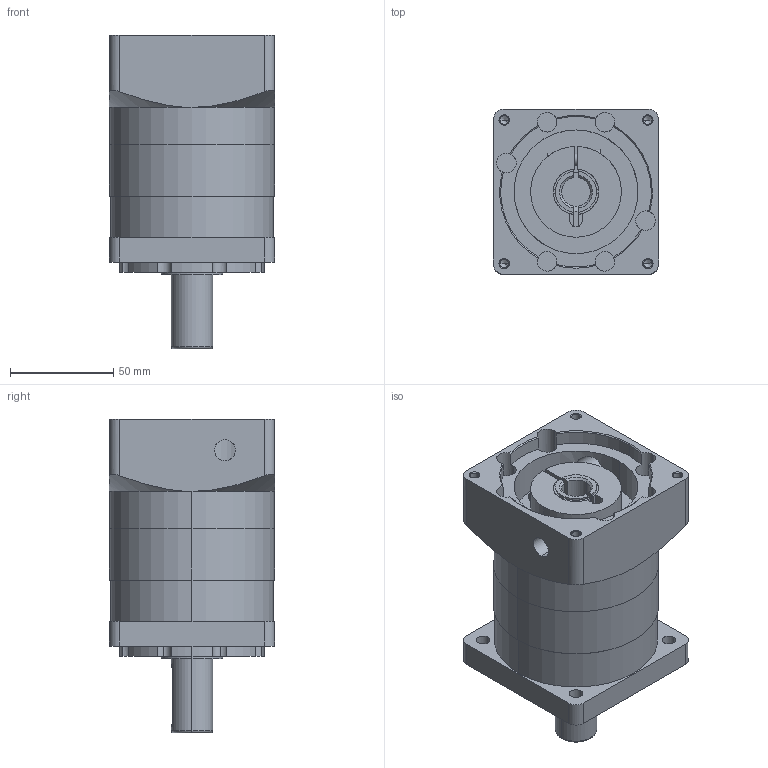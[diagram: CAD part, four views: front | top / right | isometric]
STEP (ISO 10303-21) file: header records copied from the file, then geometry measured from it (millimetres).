
FILE_DESCRIPTION (( 'STEP AP203' ), '1' );
FILE_NAME ('HPF80-L1-(A)-S2-P2-(14-40-73-M5-F69.6).STEP', '2020-07-20T03:45:56', ( '微软用户' ), ( '微软中国' ), 'SwSTEP 2.0', 'SolidWorks 2014', '' );
FILE_SCHEMA (( 'CONFIG_CONTROL_DESIGN' ));
Length unit declared in the file: millimetre
Products named in the file (6): HPF80-单级齿圈; 输入胀套-22; 输入轴套-19-14; HPF80-输入法兰-D-73-M5-F69.6; HPF80-L1-(A)-S2-P2-(14-40-73-M5-F69.6); HPF80-输出端-20轴（70-6.6-90）
Assembly tree (5 placements, depth 2):
  HPF80-L1-(A)-S2-P2-(14-40-73-M5-F69.6)
    HPF80-输出端-20轴（70-6.6-90）
    HPF80-单级齿圈
    输入胀套-22
    输入轴套-19-14
    HPF80-输入法兰-D-73-M5-F69.6
Bounding box: 80 x 80 x 152 mm (x, y, z)
Volume: 560199.2 mm3; surface area: 94540.3 mm2
Topology: 5 solids, 5 shells, 324 faces, 825 edges, 535 vertices
Faces by surface type: plane 147, cylinder 141, cone 34, torus 2
Entity records: 10891 total; most frequent: CARTESIAN_POINT 2205, DIRECTION 1771, ORIENTED_EDGE 1630, EDGE_CURVE 815, AXIS2_PLACEMENT_3D 665, VERTEX_POINT 535, LINE 441, VECTOR 441
